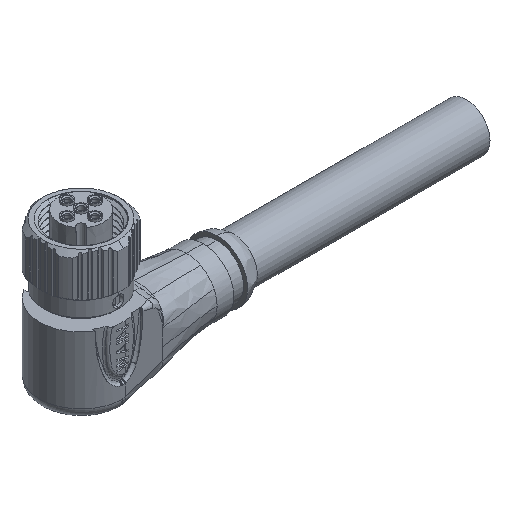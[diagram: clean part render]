
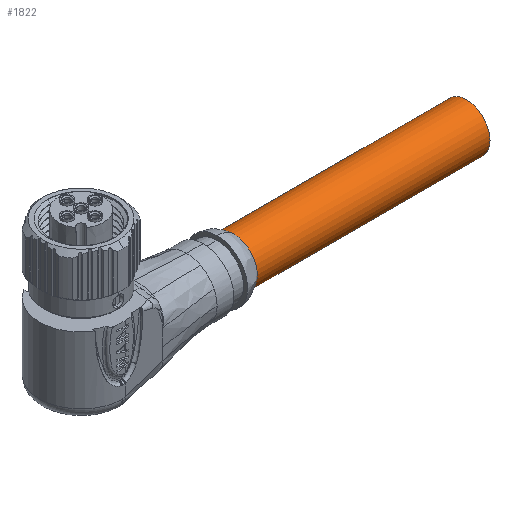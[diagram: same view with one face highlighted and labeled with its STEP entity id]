
A CAD part, isometric view. The second image highlights one B-rep face of the part: STEP entity #1822.
In plain terms, the highlighted cylindrical face has radius 4.25 mm (diameter 8.5 mm), a full revolution.
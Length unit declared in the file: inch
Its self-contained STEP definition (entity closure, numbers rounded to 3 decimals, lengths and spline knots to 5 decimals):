
#162=FACE_BOUND('',#3383,.T.);
#163=FACE_BOUND('',#3384,.T.);
#1822=ADVANCED_FACE('',(#162,#163),#2057,.T.);
#2057=CYLINDRICAL_SURFACE('',#13101,0.16732);
#3383=EDGE_LOOP('',(#7582));
#3384=EDGE_LOOP('',(#7583,#7584));
#3626=CIRCLE('',#12416,0.16732);
#3628=CIRCLE('',#12418,0.16732);
#3897=CIRCLE('',#13100,0.16732);
#7582=ORIENTED_EDGE('',*,*,#10614,.F.);
#7583=ORIENTED_EDGE('',*,*,#9417,.F.);
#7584=ORIENTED_EDGE('',*,*,#9419,.T.);
#8014=VERTEX_POINT('',#20015);
#8015=VERTEX_POINT('',#20017);
#8770=VERTEX_POINT('',#28893);
#9417=EDGE_CURVE('',#8014,#8015,#3626,.T.);
#9419=EDGE_CURVE('',#8014,#8015,#3628,.T.);
#10614=EDGE_CURVE('',#8770,#8770,#3897,.T.);
#12416=AXIS2_PLACEMENT_3D('',#20016,#14257,#14258);
#12418=AXIS2_PLACEMENT_3D('',#20035,#14261,#14262);
#13100=AXIS2_PLACEMENT_3D('',#28892,#16031,#16032);
#13101=AXIS2_PLACEMENT_3D('',#28894,#16033,#16034);
#14257=DIRECTION('',(-1.,0.,0.));
#14258=DIRECTION('',(0.,0.,-1.));
#14261=DIRECTION('',(1.,0.,0.));
#14262=DIRECTION('',(0.,0.,-1.));
#16031=DIRECTION('',(1.,0.,0.));
#16032=DIRECTION('',(0.,1.,0.));
#16033=DIRECTION('',(-1.,0.,0.));
#16034=DIRECTION('',(0.,0.,1.));
#20015=CARTESIAN_POINT('',(1.08268,0.,-0.97047));
#20016=CARTESIAN_POINT('',(1.08268,0.,-0.80315));
#20017=CARTESIAN_POINT('',(1.08268,0.,-0.63583));
#20035=CARTESIAN_POINT('',(1.08268,0.,-0.80315));
#28892=CARTESIAN_POINT('',(2.73268,0.,-0.80315));
#28893=CARTESIAN_POINT('',(2.73268,0.16732,-0.80315));
#28894=CARTESIAN_POINT('',(2.73268,0.,-0.80315));
